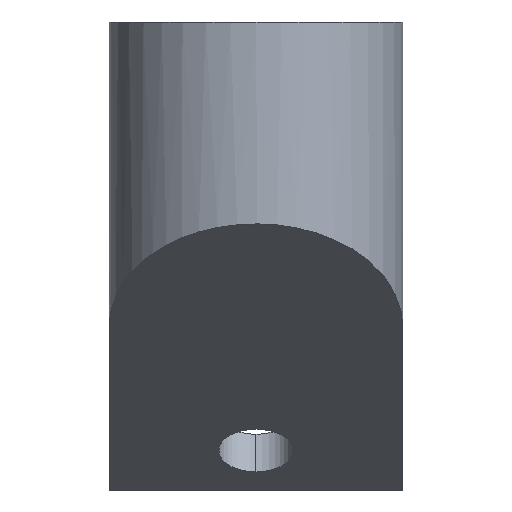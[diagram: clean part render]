
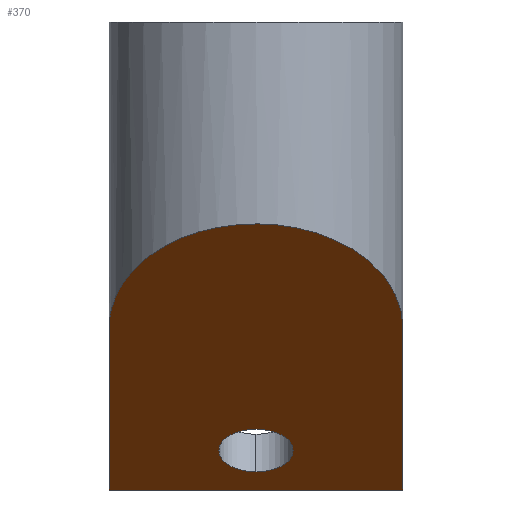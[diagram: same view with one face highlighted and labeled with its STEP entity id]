
A CAD part, front view. The second image highlights one B-rep face of the part: STEP entity #370.
In plain terms, the highlighted planar face has unit normal (0, -0.574, -0.819).
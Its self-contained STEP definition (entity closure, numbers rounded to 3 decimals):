
#4 = VERTEX_POINT ( 'NONE', #322 ) ;
#8 = CIRCLE ( 'NONE', #298, 4.05 ) ;
#10 = FACE_BOUND ( 'NONE', #335, .T. ) ;
#14 = DIRECTION ( 'NONE',  ( 0., 0.819, -0.574 ) ) ;
#17 = EDGE_CURVE ( 'NONE', #172, #271, #312, .T. ) ;
#21 = CARTESIAN_POINT ( 'NONE',  ( 0., 19.276, -26.7 ) ) ;
#29 = EDGE_CURVE ( 'NONE', #271, #172, #8, .T. ) ;
#32 = CARTESIAN_POINT ( 'NONE',  ( 0., 22.593, -29.023 ) ) ;
#35 = DIRECTION ( 'NONE',  ( 0., 0.574, 0.819 ) ) ;
#37 = DIRECTION ( 'NONE',  ( 0., -0.819, 0.574 ) ) ;
#49 = VECTOR ( 'NONE', #242, 1000. ) ;
#70 = AXIS2_PLACEMENT_3D ( 'NONE', #134, #136, #228 ) ;
#92 = ORIENTED_EDGE ( 'NONE', *, *, #336, .T. ) ;
#98 = ORIENTED_EDGE ( 'NONE', *, *, #17, .T. ) ;
#110 = EDGE_CURVE ( 'NONE', #4, #119, #319, .T. ) ;
#118 = CARTESIAN_POINT ( 'NONE',  ( 16., 25.419, -31.002 ) ) ;
#119 = VERTEX_POINT ( 'NONE', #355 ) ;
#123 = LINE ( 'NONE', #313, #376 ) ;
#128 = CARTESIAN_POINT ( 'NONE',  ( 16., -32., 9.203 ) ) ;
#134 = CARTESIAN_POINT ( 'NONE',  ( 0., 19.276, -26.7 ) ) ;
#136 = DIRECTION ( 'NONE',  ( 0., 0.574, 0.819 ) ) ;
#155 = ORIENTED_EDGE ( 'NONE', *, *, #207, .F. ) ;
#160 = FACE_OUTER_BOUND ( 'NONE', #184, .T. ) ;
#166 = DIRECTION ( 'NONE',  ( -1., 0., 0. ) ) ;
#172 = VERTEX_POINT ( 'NONE', #32 ) ;
#181 = VERTEX_POINT ( 'NONE', #232 ) ;
#184 = EDGE_LOOP ( 'NONE', ( #155, #92, #314, #267 ) ) ;
#207 = EDGE_CURVE ( 'NONE', #181, #4, #371, .T. ) ;
#219 = CARTESIAN_POINT ( 'NONE',  ( -16., -32., 9.203 ) ) ;
#222 = CARTESIAN_POINT ( 'NONE',  ( 16., 25.419, -31.002 ) ) ;
#227 = VECTOR ( 'NONE', #166, 1000. ) ;
#228 = DIRECTION ( 'NONE',  ( 0., -0.819, 0.574 ) ) ;
#232 = CARTESIAN_POINT ( 'NONE',  ( 16., 0., -13.203 ) ) ;
#242 = DIRECTION ( 'NONE',  ( 0., 0.819, -0.574 ) ) ;
#250 = CARTESIAN_POINT ( 'NONE',  ( -16., 0., -13.203 ) ) ;
#255 = PLANE ( 'NONE',  #269 ) ;
#262 = CARTESIAN_POINT ( 'NONE',  ( 0., 15.958, -24.377 ) ) ;
#267 = ORIENTED_EDGE ( 'NONE', *, *, #110, .F. ) ;
#269 = AXIS2_PLACEMENT_3D ( 'NONE', #222, #35, #37 ) ;
#271 = VERTEX_POINT ( 'NONE', #262 ) ;
#286 = DIRECTION ( 'NONE',  ( 0., -0.819, 0.574 ) ) ;
#298 = AXIS2_PLACEMENT_3D ( 'NONE', #21, #324, #286 ) ;
#312 = CIRCLE ( 'NONE', #70, 4.05 ) ;
#313 = CARTESIAN_POINT ( 'NONE',  ( -16., 25.419, -31.002 ) ) ;
#314 = ORIENTED_EDGE ( 'NONE', *, *, #328, .T. ) ;
#319 = LINE ( 'NONE', #353, #227 ) ;
#322 = CARTESIAN_POINT ( 'NONE',  ( 16., 25.419, -31.002 ) ) ;
#324 = DIRECTION ( 'NONE',  ( 0., 0.574, 0.819 ) ) ;
#327 = ORIENTED_EDGE ( 'NONE', *, *, #29, .T. ) ;
#328 = EDGE_CURVE ( 'NONE', #393, #119, #123, .T. ) ;
#335 = EDGE_LOOP ( 'NONE', ( #327, #98 ) ) ;
#336 = EDGE_CURVE ( 'NONE', #181, #393, #366, .T. ) ;
#350 = CARTESIAN_POINT ( 'NONE',  ( -16., 0., -13.203 ) ) ;
#353 = CARTESIAN_POINT ( 'NONE',  ( 16., 25.419, -31.002 ) ) ;
#355 = CARTESIAN_POINT ( 'NONE',  ( -16., 25.419, -31.002 ) ) ;
#366 =( BOUNDED_CURVE ( )  B_SPLINE_CURVE ( 3, ( #383, #128, #219, #250 ),
 .UNSPECIFIED., .F., .T. ) 
 B_SPLINE_CURVE_WITH_KNOTS ( ( 4, 4 ),
 ( 4.712, 7.854 ),
 .UNSPECIFIED. ) 
 CURVE ( )  GEOMETRIC_REPRESENTATION_ITEM ( )  RATIONAL_B_SPLINE_CURVE ( ( 1., 0.333, 0.333, 1. ) ) 
 REPRESENTATION_ITEM ( '' )  );
#370 = ADVANCED_FACE ( 'NONE', ( #10, #160 ), #255, .F. ) ;
#371 = LINE ( 'NONE', #118, #49 ) ;
#376 = VECTOR ( 'NONE', #14, 1000. ) ;
#383 = CARTESIAN_POINT ( 'NONE',  ( 16., 0., -13.203 ) ) ;
#393 = VERTEX_POINT ( 'NONE', #350 ) ;
